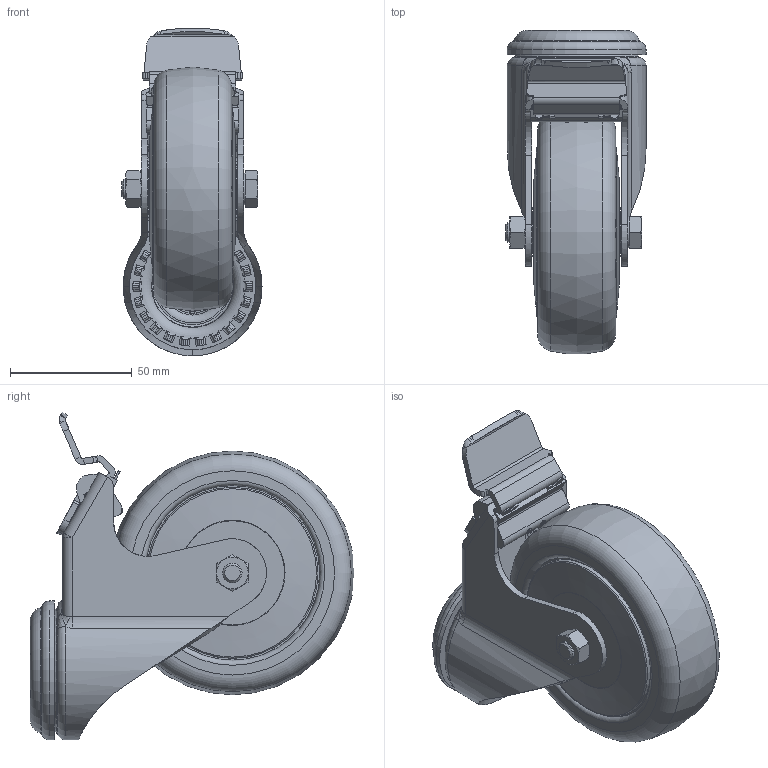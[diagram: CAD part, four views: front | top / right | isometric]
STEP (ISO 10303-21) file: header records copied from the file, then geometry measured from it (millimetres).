
FILE_DESCRIPTION(/* description */ ('Lenkrolle mit Feststeller D100 ESD'),/* implementation_level */ '2;1');
FILE_NAME(/* name */ 'Syskomp 412541231 Lenkrolle mit Feststeller D100 ESD.stp',/* time_stamp */ '2017-07-07T13:07:43+02:00',/* author */ ('wheldmann'),/* organization */ (''),/* preprocessor_version */ 'ST-DEVELOPER v16.1',/* originating_system */ 'Autodesk Inventor 2016',/* authorisation */ '');
FILE_SCHEMA (('AUTOMOTIVE_DESIGN { 1 0 10303 214 3 1 1 }'));
Length unit declared in the file: centimetre
Products named in the file (1): 412541231 Lenkrolle mit Feststeller D100 ESD
Bounding box: 57.5 x 132.86 x 134.45 mm (x, y, z)
Volume: 327343.9 mm3; surface area: 64416.8 mm2
Topology: 1 solids, 4 shells, 890 faces, 2297 edges, 1431 vertices
Faces by surface type: cylinder 308, plane 290, bspline 145, torus 101, cone 42, sphere 4
Full cylindrical faces by diameter (mm): 8 x1, 12 x2, 13 x2, 16.45 x1, 16.5 x1, 20 x2, 20.45 x1, 57 x1, 70 x2
Entity records: 34796 total; most frequent: CARTESIAN_POINT 13471, ORIENTED_EDGE 4458, DIRECTION 3990, EDGE_CURVE 2229, AXIS2_PLACEMENT_3D 1517, VERTEX_POINT 1416, EDGE_LOOP 971, LINE 956
